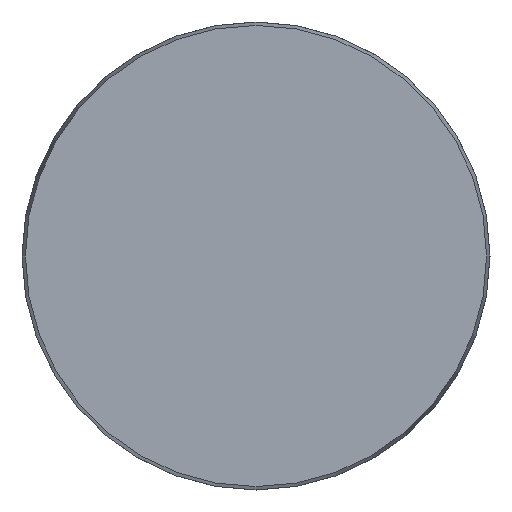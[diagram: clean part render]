
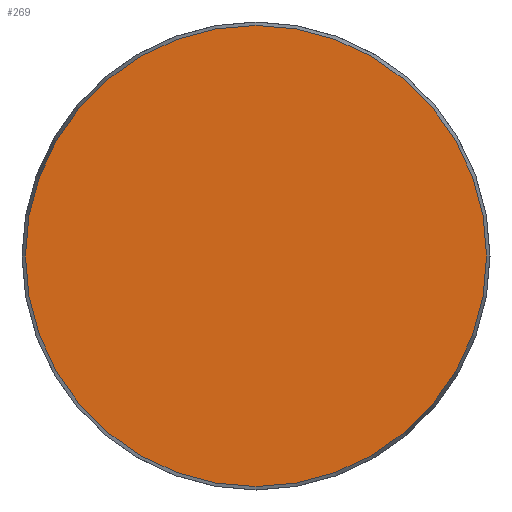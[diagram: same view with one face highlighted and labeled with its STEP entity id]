
A CAD part, front view. The second image highlights one B-rep face of the part: STEP entity #269.
In plain terms, the highlighted planar face has unit normal (0, -1, 0).
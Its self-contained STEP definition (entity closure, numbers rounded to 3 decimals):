
#20 = FACE_OUTER_BOUND ( 'NONE', #506, .T. ) ;
#25 = DIRECTION ( 'NONE',  ( 0., 0., 1. ) ) ;
#52 = DIRECTION ( 'NONE',  ( 0., 0., -1. ) ) ;
#61 = CARTESIAN_POINT ( 'NONE',  ( -38.425, 0., 0. ) ) ;
#81 = CARTESIAN_POINT ( 'NONE',  ( 0., 0., -38.425 ) ) ;
#134 = EDGE_CURVE ( 'NONE', #349, #349, #143, .T. ) ;
#143 = CIRCLE ( 'NONE', #233, 38.425 ) ;
#145 = DIRECTION ( 'NONE',  ( 0., 1., 0. ) ) ;
#179 = DIRECTION ( 'NONE',  ( 0., -1., 0. ) ) ;
#233 = AXIS2_PLACEMENT_3D ( 'NONE', #435, #179, #52 ) ;
#269 = ADVANCED_FACE ( 'NONE', ( #20 ), #399, .F. ) ;
#334 = ORIENTED_EDGE ( 'NONE', *, *, #134, .T. ) ;
#349 = VERTEX_POINT ( 'NONE', #81 ) ;
#399 = PLANE ( 'NONE',  #532 ) ;
#435 = CARTESIAN_POINT ( 'NONE',  ( 0., 0., 0. ) ) ;
#506 = EDGE_LOOP ( 'NONE', ( #334 ) ) ;
#532 = AXIS2_PLACEMENT_3D ( 'NONE', #61, #145, #25 ) ;
